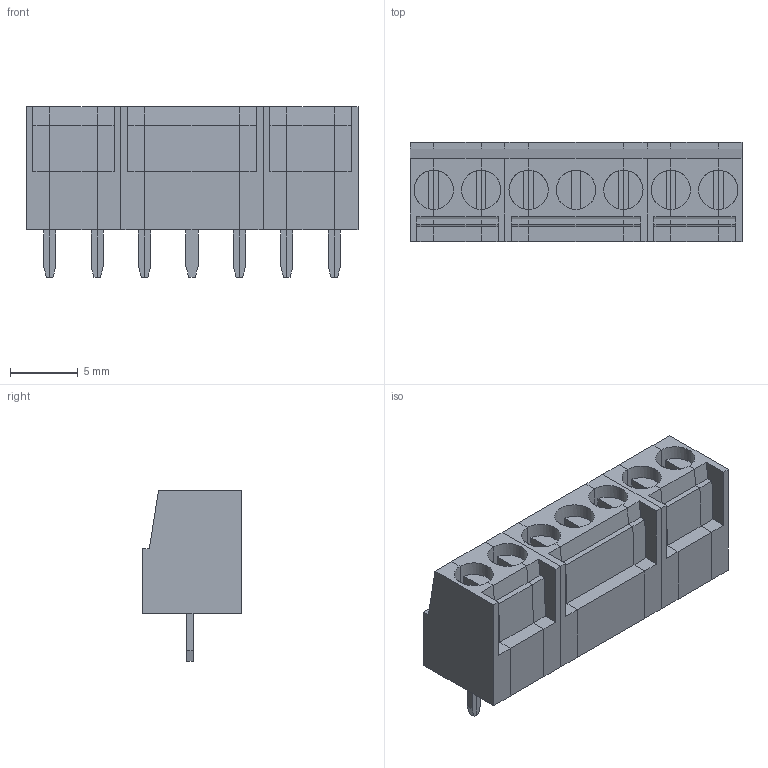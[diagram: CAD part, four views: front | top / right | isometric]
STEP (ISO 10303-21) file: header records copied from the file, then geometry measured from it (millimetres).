
FILE_DESCRIPTION( ( 'Unknown' ), '1' );
FILE_NAME( '691243110007.stp', 'Unknown', ( 'Unknown' ), ( 'Unknown' ), 'PSStep 18.0.17', 'Unknown', ' ' );
FILE_SCHEMA( ( 'AUTOMOTIVE_DESIGN { 1 0 10303 214 1 1 1 1 }' ) );
Length unit declared in the file: millimetre
Products named in the file (7): 691243110003; CPA3.5_DX; CPA3.5_SX; 691243110002; Assem1
Assembly tree (9 placements, depth 3):
  Assem1
    691243110002  x2
      CPA3.5_DX
      691243110002
      CPA3.5_SX
    691243110003
      CPA3.5_DX
      691243110003
      CPA3.5_SX
Bounding box: 24.5 x 7.3 x 12.6 mm (x, y, z)
Volume: 1196.4 mm3; surface area: 2156.9 mm2
Topology: 9 solids, 9 shells, 460 faces, 1286 edges, 848 vertices
Faces by surface type: plane 447, cylinder 13
Full cylindrical faces by diameter (mm): 2.9 x1
Entity records: 9597 total; most frequent: CARTESIAN_POINT 1357, ORIENTED_EDGE 1332, DIRECTION 1199, EDGE_CURVE 666, LINE 637, VECTOR 637, VERTEX_POINT 439, AXIS2_PLACEMENT_3D 281
